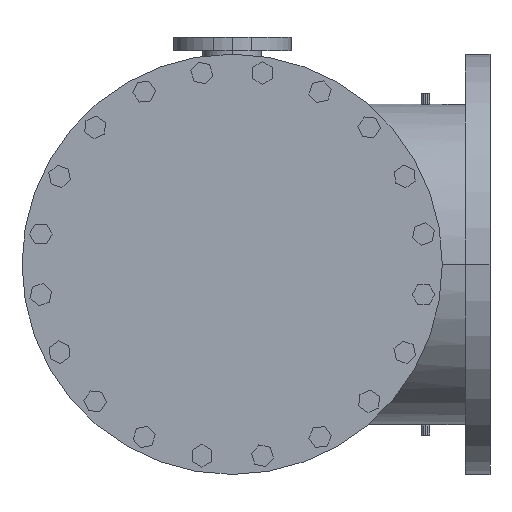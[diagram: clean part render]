
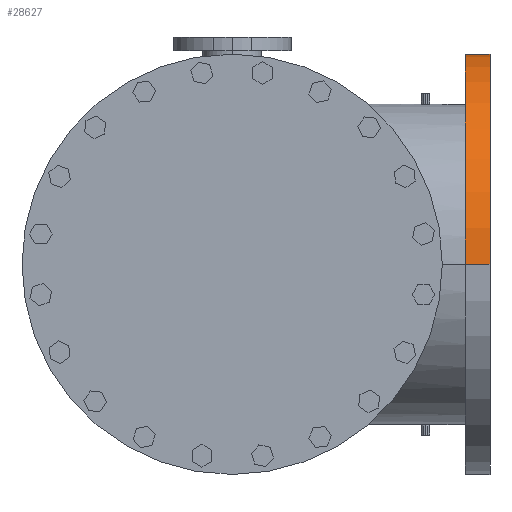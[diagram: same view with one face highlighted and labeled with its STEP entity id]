
A CAD part, left-side view. The second image highlights one B-rep face of the part: STEP entity #28627.
In plain terms, the highlighted cylindrical face has radius 406.4 mm (diameter 812.8 mm), a partial arc.
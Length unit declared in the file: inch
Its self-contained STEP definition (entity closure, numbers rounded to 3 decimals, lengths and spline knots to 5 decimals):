
#2149 = DIRECTION ( 'NONE',  ( 0., 1., 0. ) ) ;
#2930 = CIRCLE ( 'NONE', #7143, 16. ) ;
#3355 = FACE_OUTER_BOUND ( 'NONE', #23715, .T. ) ;
#3567 = VERTEX_POINT ( 'NONE', #5418 ) ;
#4267 = DIRECTION ( 'NONE',  ( -1., 0., 0. ) ) ;
#5418 = CARTESIAN_POINT ( 'NONE',  ( 5.44, -17.75, 0. ) ) ;
#5555 = VERTEX_POINT ( 'NONE', #8208 ) ;
#7143 = AXIS2_PLACEMENT_3D ( 'NONE', #26183, #28567, #4267 ) ;
#8208 = CARTESIAN_POINT ( 'NONE',  ( 5.44, -19.63, 0. ) ) ;
#8475 = CARTESIAN_POINT ( 'NONE',  ( 37.44, -19.63, 0. ) ) ;
#9015 = ORIENTED_EDGE ( 'NONE', *, *, #20382, .F. ) ;
#9305 = DIRECTION ( 'NONE',  ( -1., 0., 0. ) ) ;
#9307 = LINE ( 'NONE', #27420, #29516 ) ;
#9395 = EDGE_CURVE ( 'NONE', #5555, #3567, #9307, .T. ) ;
#9449 = DIRECTION ( 'NONE',  ( 0., 1., 0. ) ) ;
#9464 = VECTOR ( 'NONE', #23724, 39.37008 ) ;
#11246 = CYLINDRICAL_SURFACE ( 'NONE', #16158, 16. ) ;
#11968 = ORIENTED_EDGE ( 'NONE', *, *, #27250, .T. ) ;
#12596 = CIRCLE ( 'NONE', #16605, 16. ) ;
#13908 = ORIENTED_EDGE ( 'NONE', *, *, #21705, .T. ) ;
#14614 = ORIENTED_EDGE ( 'NONE', *, *, #9395, .F. ) ;
#14644 = VERTEX_POINT ( 'NONE', #8475 ) ;
#16158 = AXIS2_PLACEMENT_3D ( 'NONE', #23629, #2149, #9305 ) ;
#16416 = CARTESIAN_POINT ( 'NONE',  ( 37.44, 0., 0. ) ) ;
#16605 = AXIS2_PLACEMENT_3D ( 'NONE', #18769, #9449, #28499 ) ;
#18293 = DIRECTION ( 'NONE',  ( 0., 1., 0. ) ) ;
#18664 = CARTESIAN_POINT ( 'NONE',  ( 37.44, -17.75, 0. ) ) ;
#18769 = CARTESIAN_POINT ( 'NONE',  ( 21.44, -19.63, 0. ) ) ;
#20382 = EDGE_CURVE ( 'NONE', #3567, #24045, #2930, .T. ) ;
#21705 = EDGE_CURVE ( 'NONE', #5555, #14644, #12596, .T. ) ;
#22557 = LINE ( 'NONE', #16416, #9464 ) ;
#23629 = CARTESIAN_POINT ( 'NONE',  ( 21.44, 0., 0. ) ) ;
#23715 = EDGE_LOOP ( 'NONE', ( #13908, #11968, #9015, #14614 ) ) ;
#23724 = DIRECTION ( 'NONE',  ( 0., 1., 0. ) ) ;
#24045 = VERTEX_POINT ( 'NONE', #18664 ) ;
#26183 = CARTESIAN_POINT ( 'NONE',  ( 21.44, -17.75, 0. ) ) ;
#27250 = EDGE_CURVE ( 'NONE', #14644, #24045, #22557, .T. ) ;
#27420 = CARTESIAN_POINT ( 'NONE',  ( 5.44, 0., 0. ) ) ;
#28499 = DIRECTION ( 'NONE',  ( -1., 0., 0. ) ) ;
#28567 = DIRECTION ( 'NONE',  ( 0., 1., 0. ) ) ;
#28627 = ADVANCED_FACE ( 'NONE', ( #3355 ), #11246, .T. ) ;
#29516 = VECTOR ( 'NONE', #18293, 39.37008 ) ;
